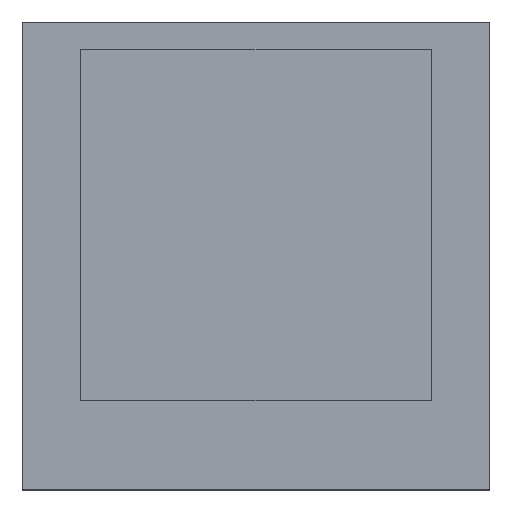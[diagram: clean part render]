
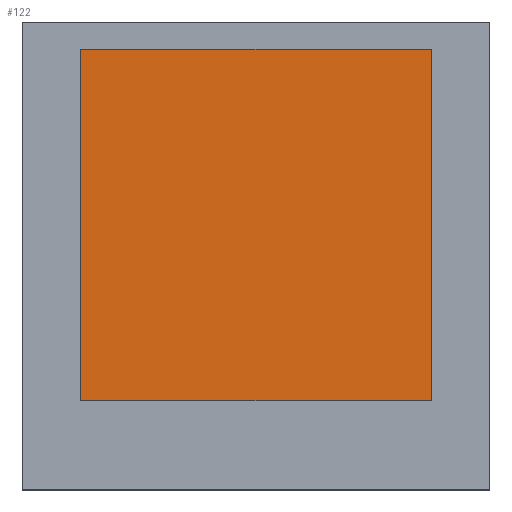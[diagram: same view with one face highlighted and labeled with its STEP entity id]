
A CAD part, top view. The second image highlights one B-rep face of the part: STEP entity #122.
In plain terms, the highlighted planar face has unit normal (0, 0, 1).
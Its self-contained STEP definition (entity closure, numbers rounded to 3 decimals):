
#2 = ORIENTED_EDGE ( 'NONE', *, *, #127, .T. ) ;
#18 = CARTESIAN_POINT ( 'NONE',  ( 1.5, 1.764, 1.6 ) ) ;
#20 = CARTESIAN_POINT ( 'NONE',  ( -1.5, 1.764, 1.6 ) ) ;
#29 = FACE_OUTER_BOUND ( 'NONE', #356, .T. ) ;
#37 = LINE ( 'NONE', #20, #87 ) ;
#58 = VERTEX_POINT ( 'NONE', #399 ) ;
#64 = EDGE_CURVE ( 'NONE', #154, #166, #182, .T. ) ;
#73 = CARTESIAN_POINT ( 'NONE',  ( -1.5, 1.764, 1.6 ) ) ;
#76 = DIRECTION ( 'NONE',  ( 0., 0., 1. ) ) ;
#82 = VECTOR ( 'NONE', #232, 1000. ) ;
#87 = VECTOR ( 'NONE', #101, 1000. ) ;
#93 = DIRECTION ( 'NONE',  ( 1., 0., 0. ) ) ;
#99 = VECTOR ( 'NONE', #293, 1000. ) ;
#101 = DIRECTION ( 'NONE',  ( -1., 0., 0. ) ) ;
#102 = PLANE ( 'NONE',  #178 ) ;
#108 = ORIENTED_EDGE ( 'NONE', *, *, #383, .T. ) ;
#122 = ADVANCED_FACE ( 'NONE', ( #29 ), #102, .T. ) ;
#127 = EDGE_CURVE ( 'NONE', #393, #58, #262, .T. ) ;
#130 = ORIENTED_EDGE ( 'NONE', *, *, #227, .T. ) ;
#152 = CARTESIAN_POINT ( 'NONE',  ( -1.5, -1.236, 1.6 ) ) ;
#154 = VERTEX_POINT ( 'NONE', #73 ) ;
#166 = VERTEX_POINT ( 'NONE', #298 ) ;
#170 = VECTOR ( 'NONE', #93, 1000. ) ;
#178 = AXIS2_PLACEMENT_3D ( 'NONE', #306, #76, #335 ) ;
#182 = LINE ( 'NONE', #231, #99 ) ;
#213 = LINE ( 'NONE', #152, #170 ) ;
#227 = EDGE_CURVE ( 'NONE', #58, #154, #37, .T. ) ;
#231 = CARTESIAN_POINT ( 'NONE',  ( -1.5, 1.764, 1.6 ) ) ;
#232 = DIRECTION ( 'NONE',  ( 0., 1., 0. ) ) ;
#262 = LINE ( 'NONE', #18, #82 ) ;
#284 = ORIENTED_EDGE ( 'NONE', *, *, #64, .T. ) ;
#293 = DIRECTION ( 'NONE',  ( 0., -1., 0. ) ) ;
#298 = CARTESIAN_POINT ( 'NONE',  ( -1.5, -1.236, 1.6 ) ) ;
#306 = CARTESIAN_POINT ( 'NONE',  ( 0., 0., 1.6 ) ) ;
#335 = DIRECTION ( 'NONE',  ( 1., 0., 0. ) ) ;
#356 = EDGE_LOOP ( 'NONE', ( #2, #130, #284, #108 ) ) ;
#383 = EDGE_CURVE ( 'NONE', #166, #393, #213, .T. ) ;
#386 = CARTESIAN_POINT ( 'NONE',  ( 1.5, -1.236, 1.6 ) ) ;
#393 = VERTEX_POINT ( 'NONE', #386 ) ;
#399 = CARTESIAN_POINT ( 'NONE',  ( 1.5, 1.764, 1.6 ) ) ;
